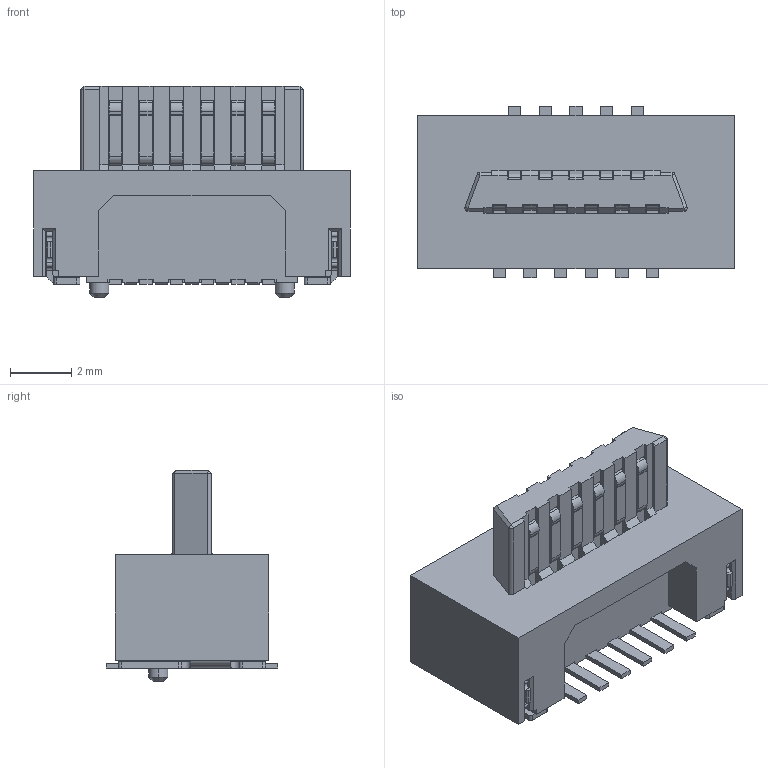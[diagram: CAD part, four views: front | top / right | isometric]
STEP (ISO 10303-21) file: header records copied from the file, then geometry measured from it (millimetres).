
FILE_DESCRIPTION((''),'2;1');
FILE_NAME('52001-011XX-XXX','2020-06-10T',('d34565'),(''),'CREO PARAMETRIC BY PTC INC, 2014500','CREO PARAMETRIC BY PTC INC, 2014500','');
FILE_SCHEMA(('CONFIG_CONTROL_DESIGN'));
Length unit declared in the file: millimetre
Products named in the file (1): 52001-011XX-XXX
Bounding box: 10.3 x 5.6 x 6.9 mm (x, y, z)
Volume: 147.8 mm3; surface area: 465.3 mm2
Topology: 1 solids, 3 shells, 801 faces, 2326 edges, 1490 vertices
Faces by surface type: plane 619, cylinder 174, cone 8
Entity records: 26189 total; most frequent: CARTESIAN_POINT 4752, ORIENTED_EDGE 4644, DIRECTION 4254, EDGE_CURVE 2322, VECTOR 1932, LINE 1932, VERTEX_POINT 1490, AXIS2_PLACEMENT_3D 1161
